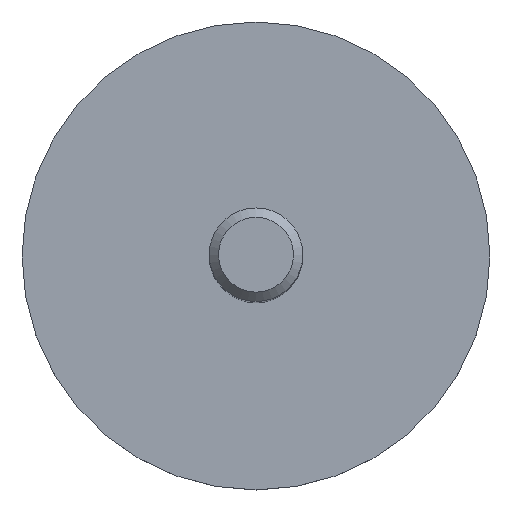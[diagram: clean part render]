
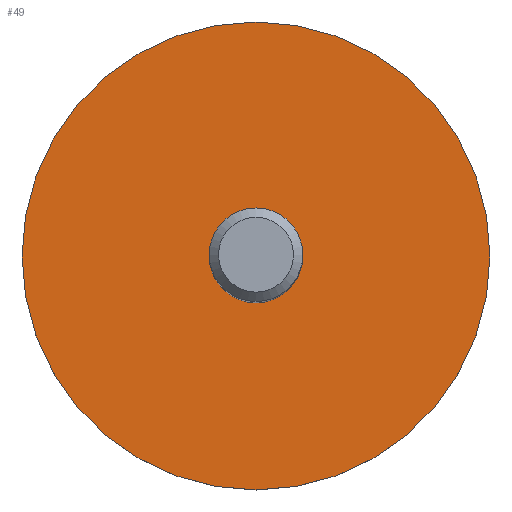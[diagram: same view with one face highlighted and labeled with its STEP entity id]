
A CAD part, top view. The second image highlights one B-rep face of the part: STEP entity #49.
In plain terms, the highlighted planar face has unit normal (0, 0, 1).
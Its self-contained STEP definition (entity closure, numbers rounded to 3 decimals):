
#4 = AXIS2_PLACEMENT_3D ( 'NONE', #36, #35, #192 ) ;
#25 = EDGE_CURVE ( 'NONE', #160, #160, #188, .T. ) ;
#35 = DIRECTION ( 'NONE',  ( 0., 0., -1. ) ) ;
#36 = CARTESIAN_POINT ( 'NONE',  ( 0., 0., 3. ) ) ;
#37 = PLANE ( 'NONE',  #4 ) ;
#49 = ADVANCED_FACE ( 'NONE', ( #63 ), #37, .F. ) ;
#59 = EDGE_LOOP ( 'NONE', ( #166 ) ) ;
#61 = AXIS2_PLACEMENT_3D ( 'NONE', #77, #66, #159 ) ;
#63 = FACE_OUTER_BOUND ( 'NONE', #59, .T. ) ;
#66 = DIRECTION ( 'NONE',  ( 0., 0., -1. ) ) ;
#77 = CARTESIAN_POINT ( 'NONE',  ( 0., 0., 3. ) ) ;
#144 = CARTESIAN_POINT ( 'NONE',  ( 0., 25., 3. ) ) ;
#159 = DIRECTION ( 'NONE',  ( 0., 1., 0. ) ) ;
#160 = VERTEX_POINT ( 'NONE', #144 ) ;
#166 = ORIENTED_EDGE ( 'NONE', *, *, #25, .F. ) ;
#188 = CIRCLE ( 'NONE', #61, 25. ) ;
#192 = DIRECTION ( 'NONE',  ( 0., 1., 0. ) ) ;
